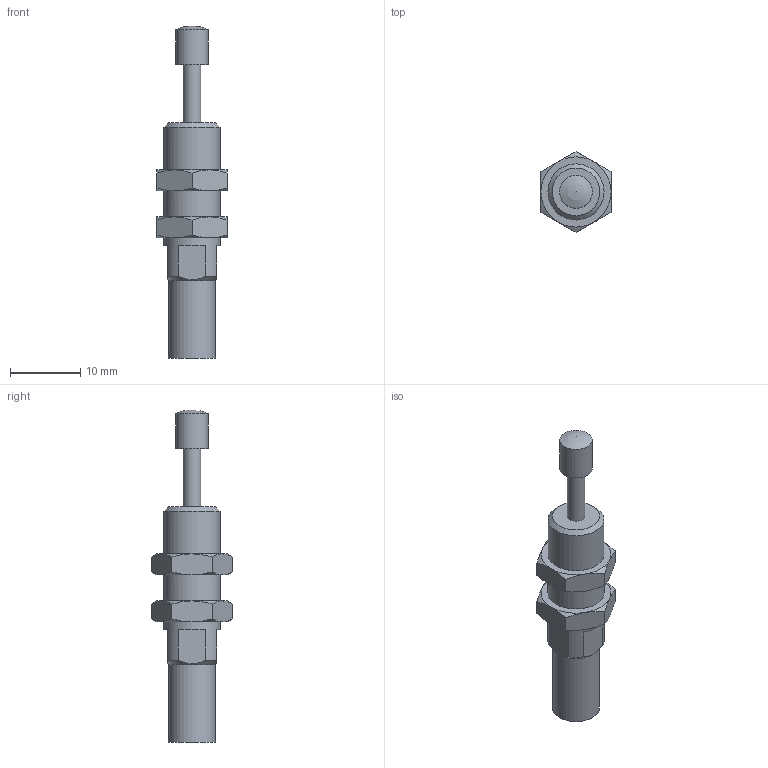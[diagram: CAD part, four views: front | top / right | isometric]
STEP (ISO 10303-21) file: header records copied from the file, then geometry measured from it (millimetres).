
FILE_DESCRIPTION(/* description */ ('STEP AP214'),/* implementation_level */ '2;1');
FILE_NAME(/* name */ '191192_YSRW-5-8',/* time_stamp */ '2024-09-12T09:03:00+02:00',/* author */ ('License CC BY-ND 4.0'),/* organization */ ('CADENAS'),/* preprocessor_version */ 'ST-DEVELOPER v19.3',/* originating_system */ 'PARTsolutions',/* authorisation */ ' ');
FILE_SCHEMA (('AUTOMOTIVE_DESIGN {1 0 10303 214 3 1 1}'));
Length unit declared in the file: millimetre
Products named in the file (3): 191192 YSRW-5-8---(8); 191192 YSRW-5-8---(801); 191192 YSRW-5-8M
Assembly tree (3 placements, depth 2):
  191192 YSRW-5-8---(8)
    191192 YSRW-5-8---(801)
    191192 YSRW-5-8M  x2
Bounding box: 10 x 11.55 x 47.3 mm (x, y, z)
Volume: 1893.5 mm3; surface area: 1534.3 mm2
Topology: 3 solids, 3 shells, 64 faces, 141 edges, 84 vertices
Faces by surface type: cone 30, plane 27, cylinder 6, sphere 1
Full cylindrical faces by diameter (mm): 2.5 x1, 4.7 x1, 6.7 x1, 6.917 x2, 8 x1
Entity records: 1163 total; most frequent: CARTESIAN_POINT 263, DIRECTION 172, ORIENTED_EDGE 156, EDGE_CURVE 78, AXIS2_PLACEMENT_3D 77, EDGE_LOOP 54, FACE_BOUND 54, VERTEX_POINT 52
